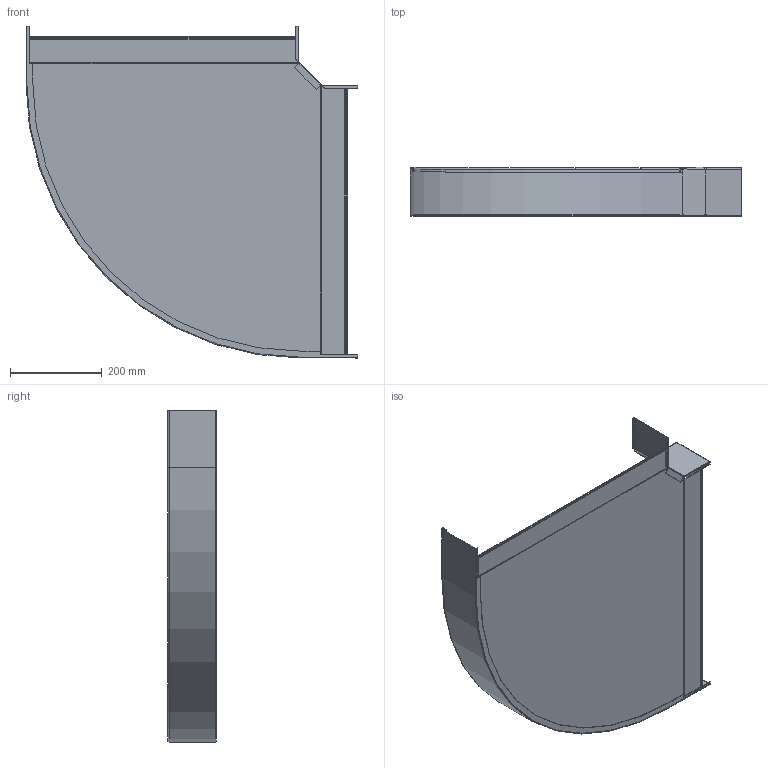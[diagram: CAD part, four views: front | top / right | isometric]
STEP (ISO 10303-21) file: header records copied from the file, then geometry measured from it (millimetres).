
FILE_DESCRIPTION (( 'STEP AP214' ), '1' );
FILE_NAME ('6036812.STEP', '2024-09-12T07:29:34', ( '' ), ( '' ), 'SwSTEP 2.0', 'SolidWorks 2022', '' );
FILE_SCHEMA (( 'AUTOMOTIVE_DESIGN' ));
Length unit declared in the file: millimetre
Products named in the file (4): 167734_600; 167655_110x90°; 6036812; 181511_600
Assembly tree (3 placements, depth 2):
  6036812
    167734_600
    181511_600
    167655_110x90°
Bounding box: 725 x 107 x 725 mm (x, y, z)
Volume: 635239.7 mm3; surface area: 1184913.9 mm2
Topology: 3 solids, 3 shells, 186 faces, 416 edges, 236 vertices
Faces by surface type: plane 116, cylinder 58, bspline 8, torus 4
Entity records: 5516 total; most frequent: CARTESIAN_POINT 1196, DIRECTION 838, ORIENTED_EDGE 832, EDGE_CURVE 416, LINE 282, VECTOR 282, AXIS2_PLACEMENT_3D 278, VERTEX_POINT 236
